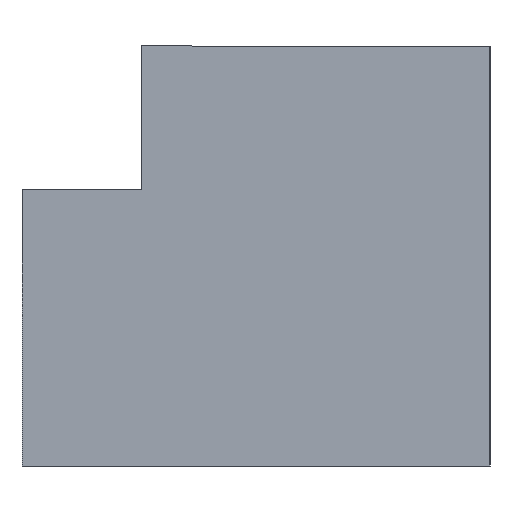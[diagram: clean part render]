
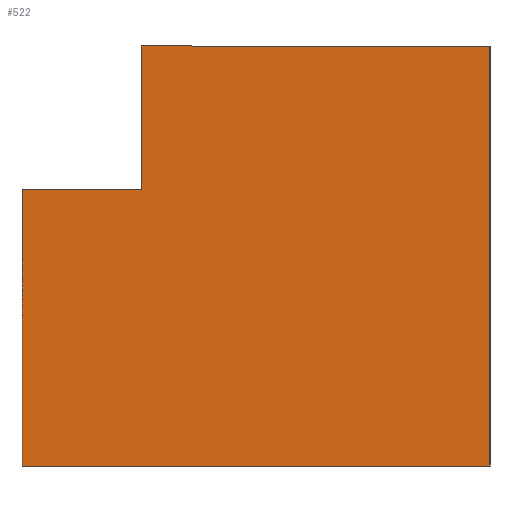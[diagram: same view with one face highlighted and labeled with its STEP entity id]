
A CAD part, left-side view. The second image highlights one B-rep face of the part: STEP entity #522.
In plain terms, the highlighted planar face has unit normal (-1, 0, 0).
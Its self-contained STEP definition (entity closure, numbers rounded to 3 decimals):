
#27=LINE('',#690,#65);
#33=LINE('',#705,#71);
#34=LINE('',#707,#72);
#35=LINE('',#709,#73);
#36=LINE('',#710,#74);
#37=LINE('',#712,#75);
#65=VECTOR('',#586,1000.);
#71=VECTOR('',#596,1000.);
#72=VECTOR('',#599,1000.);
#73=VECTOR('',#600,1000.);
#74=VECTOR('',#601,1000.);
#75=VECTOR('',#602,1000.);
#113=ORIENTED_EDGE('',*,*,#213,.F.);
#114=ORIENTED_EDGE('',*,*,#214,.T.);
#115=ORIENTED_EDGE('',*,*,#212,.F.);
#116=ORIENTED_EDGE('',*,*,#215,.F.);
#117=ORIENTED_EDGE('',*,*,#216,.F.);
#118=ORIENTED_EDGE('',*,*,#205,.T.);
#205=EDGE_CURVE('',#256,#254,#27,.T.);
#212=EDGE_CURVE('',#262,#260,#33,.T.);
#213=EDGE_CURVE('',#263,#254,#34,.T.);
#214=EDGE_CURVE('',#263,#260,#35,.T.);
#215=EDGE_CURVE('',#264,#262,#36,.T.);
#216=EDGE_CURVE('',#256,#264,#37,.T.);
#254=VERTEX_POINT('',#688);
#256=VERTEX_POINT('',#691);
#260=VERTEX_POINT('',#700);
#262=VERTEX_POINT('',#704);
#263=VERTEX_POINT('',#708);
#264=VERTEX_POINT('',#711);
#305=EDGE_LOOP('',(#113,#114,#115,#116,#117,#118));
#337=FACE_BOUND('',#305,.T.);
#366=PLANE('',#550);
#522=ADVANCED_FACE('',(#337),#366,.T.);
#550=AXIS2_PLACEMENT_3D('',#706,#597,#598);
#586=DIRECTION('',(0.,1.,0.));
#596=DIRECTION('',(0.,0.,1.));
#597=DIRECTION('',(-1.,0.,0.));
#598=DIRECTION('',(0.,0.,1.));
#599=DIRECTION('',(0.,0.,1.));
#600=DIRECTION('',(0.,1.,0.));
#601=DIRECTION('',(0.,1.,0.));
#602=DIRECTION('',(0.,0.,-1.));
#688=CARTESIAN_POINT('',(-102.,4.,8.5));
#690=CARTESIAN_POINT('',(-102.,-25.,8.5));
#691=CARTESIAN_POINT('',(-102.,-25.,8.5));
#700=CARTESIAN_POINT('',(-102.,14.,-3.5));
#704=CARTESIAN_POINT('',(-102.,14.,-26.5));
#705=CARTESIAN_POINT('',(-102.,14.,-199.394));
#706=CARTESIAN_POINT('',(-102.,-25.,15.));
#707=CARTESIAN_POINT('',(-102.,4.,-3.5));
#708=CARTESIAN_POINT('',(-102.,4.,-3.5));
#709=CARTESIAN_POINT('',(-102.,4.,-3.5));
#710=CARTESIAN_POINT('',(-102.,-25.,-26.5));
#711=CARTESIAN_POINT('',(-102.,-25.,-26.5));
#712=CARTESIAN_POINT('',(-102.,-25.,15.));
